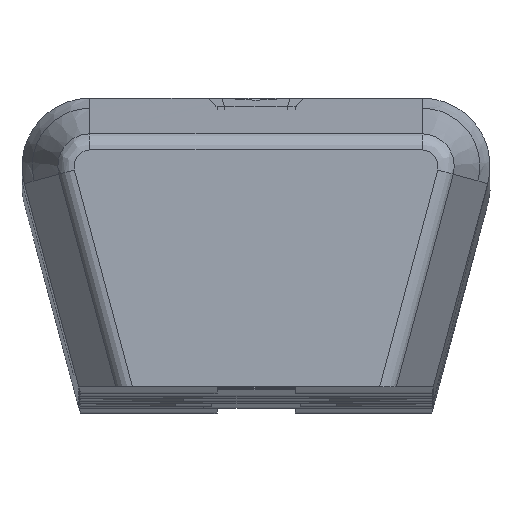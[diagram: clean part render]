
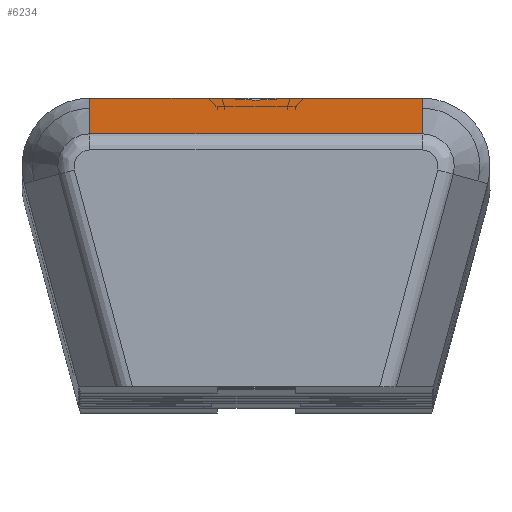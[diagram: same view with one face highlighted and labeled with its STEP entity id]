
A CAD part, top view. The second image highlights one B-rep face of the part: STEP entity #6234.
In plain terms, the highlighted face is planar.
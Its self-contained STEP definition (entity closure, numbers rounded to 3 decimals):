
#68 = CARTESIAN_POINT ( 'NONE',  ( -0.854, 341.499, 0. ) ) ;
#193 = CARTESIAN_POINT ( 'NONE',  ( -0.725, 341.55, 0.017 ) ) ;
#775 = B_SPLINE_CURVE_WITH_KNOTS ( 'NONE', 3,
 ( #6304, #24033, #8266, #16306, #12287, #21939, #14109, #193, #12413, #68 ),
 .UNSPECIFIED., .F., .F.,
 ( 4, 2, 2, 2, 4 ),
 ( 0., 0.5, 0.75, 0.875, 1. ),
 .UNSPECIFIED. ) ;
#922 = CARTESIAN_POINT ( 'NONE',  ( -3.547, 341.499, 0. ) ) ;
#1378 = B_SPLINE_CURVE_WITH_KNOTS ( 'NONE', 3,
 ( #17047, #922, #25027, #7180 ),
 .UNSPECIFIED., .F., .F.,
 ( 4, 4 ),
 ( 0., 1. ),
 .UNSPECIFIED. ) ;
#1472 = CARTESIAN_POINT ( 'NONE',  ( 4.894, 344.658, 1.054 ) ) ;
#1663 = EDGE_CURVE ( 'NONE', #13293, #3968, #7595, .T. ) ;
#2391 = ORIENTED_EDGE ( 'NONE', *, *, #6139, .T. ) ;
#2404 = VECTOR ( 'NONE', #24167, 1000. ) ;
#2830 = VERTEX_POINT ( 'NONE', #7335 ) ;
#2968 = CARTESIAN_POINT ( 'NONE',  ( 4.894, 343.905, 0.804 ) ) ;
#3176 = CARTESIAN_POINT ( 'NONE',  ( 4.894, 341.575, 0.025 ) ) ;
#3332 = ORIENTED_EDGE ( 'NONE', *, *, #13186, .F. ) ;
#3968 = VERTEX_POINT ( 'NONE', #1472 ) ;
#4079 = CARTESIAN_POINT ( 'NONE',  ( -0.854, 341.499, 0. ) ) ;
#4178 = CARTESIAN_POINT ( 'NONE',  ( 4.894, 342.4, 0.3 ) ) ;
#4215 = CARTESIAN_POINT ( 'NONE',  ( -4.894, 341.95, 0.15 ) ) ;
#4350 = LINE ( 'NONE', #4215, #23506 ) ;
#4778 = CARTESIAN_POINT ( 'NONE',  ( 4.894, 342.4, 0.3 ) ) ;
#5112 = CARTESIAN_POINT ( 'NONE',  ( 4.894, 341.5, 0. ) ) ;
#5162 = CARTESIAN_POINT ( 'NONE',  ( 4.894, 343.153, 0.552 ) ) ;
#5171 = VECTOR ( 'NONE', #9892, 1000. ) ;
#5382 = FACE_OUTER_BOUND ( 'NONE', #7471, .T. ) ;
#5404 = VERTEX_POINT ( 'NONE', #7026 ) ;
#5880 = CARTESIAN_POINT ( 'NONE',  ( 4.894, 342.124, 0.208 ) ) ;
#6139 = EDGE_CURVE ( 'NONE', #24234, #2830, #4350, .T. ) ;
#6234 = ADVANCED_FACE ( 'NONE', ( #5382 ), #7212, .T. ) ;
#6304 = CARTESIAN_POINT ( 'NONE',  ( 0.852, 341.5, 0. ) ) ;
#6731 = CARTESIAN_POINT ( 'NONE',  ( 4.894, 344.658, 1.054 ) ) ;
#7026 = CARTESIAN_POINT ( 'NONE',  ( 0.852, 341.5, 0. ) ) ;
#7180 = CARTESIAN_POINT ( 'NONE',  ( -0.854, 341.499, 0. ) ) ;
#7212 = PLANE ( 'NONE',  #20586 ) ;
#7335 = CARTESIAN_POINT ( 'NONE',  ( -4.894, 342.4, 0.3 ) ) ;
#7471 = EDGE_LOOP ( 'NONE', ( #22503, #23170, #8285, #2391, #13002, #8807, #11936, #3332 ) ) ;
#7595 = B_SPLINE_CURVE_WITH_KNOTS ( 'NONE', 3,
 ( #4778, #5162, #2968, #6731 ),
 .UNSPECIFIED., .F., .F.,
 ( 4, 4 ),
 ( 0., 1. ),
 .UNSPECIFIED. ) ;
#7765 = CARTESIAN_POINT ( 'NONE',  ( -4.894, 344.658, 1.054 ) ) ;
#8266 = CARTESIAN_POINT ( 'NONE',  ( 0.294, 341.669, 0.056 ) ) ;
#8285 = ORIENTED_EDGE ( 'NONE', *, *, #18239, .F. ) ;
#8471 = CARTESIAN_POINT ( 'NONE',  ( -4.894, 343.153, 0.551 ) ) ;
#8807 = ORIENTED_EDGE ( 'NONE', *, *, #12931, .T. ) ;
#9419 = CARTESIAN_POINT ( 'NONE',  ( -4.894, 341.5, 0. ) ) ;
#9892 = DIRECTION ( 'NONE',  ( 1., 0., 0. ) ) ;
#10798 = EDGE_CURVE ( 'NONE', #2830, #17736, #20685, .T. ) ;
#11089 = CARTESIAN_POINT ( 'NONE',  ( 4.894, 341.688, 0.063 ) ) ;
#11216 = CARTESIAN_POINT ( 'NONE',  ( 4.894, 341.884, 0.128 ) ) ;
#11357 = CARTESIAN_POINT ( 'NONE',  ( 0., 341.95, 0.15 ) ) ;
#11936 = ORIENTED_EDGE ( 'NONE', *, *, #1663, .F. ) ;
#12044 = CARTESIAN_POINT ( 'NONE',  ( -4.894, 344.659, 1.053 ) ) ;
#12105 = CARTESIAN_POINT ( 'NONE',  ( -4.894, 342.4, 0.3 ) ) ;
#12287 = CARTESIAN_POINT ( 'NONE',  ( -0.295, 341.654, 0.051 ) ) ;
#12413 = CARTESIAN_POINT ( 'NONE',  ( -0.791, 341.526, 0.009 ) ) ;
#12440 = VERTEX_POINT ( 'NONE', #4079 ) ;
#12931 = EDGE_CURVE ( 'NONE', #17736, #3968, #18394, .T. ) ;
#13002 = ORIENTED_EDGE ( 'NONE', *, *, #10798, .T. ) ;
#13186 = EDGE_CURVE ( 'NONE', #14866, #13293, #16516, .T. ) ;
#13293 = VERTEX_POINT ( 'NONE', #4178 ) ;
#13678 = CARTESIAN_POINT ( 'NONE',  ( 4.894, 341.939, 0.146 ) ) ;
#13784 = CARTESIAN_POINT ( 'NONE',  ( 5.6, 341.5, 0. ) ) ;
#14109 = CARTESIAN_POINT ( 'NONE',  ( -0.588, 341.592, 0.031 ) ) ;
#14866 = VERTEX_POINT ( 'NONE', #17760 ) ;
#16306 = CARTESIAN_POINT ( 'NONE',  ( -0.147, 341.669, 0.056 ) ) ;
#16389 = CARTESIAN_POINT ( 'NONE',  ( -4.894, 343.906, 0.802 ) ) ;
#16516 = B_SPLINE_CURVE_WITH_KNOTS ( 'NONE', 3,
 ( #5112, #3176, #11089, #19024, #11216, #19153, #19914, #13678, #5880, #17954, #25680 ),
 .UNSPECIFIED., .F., .F.,
 ( 4, 1, 1, 1, 2, 2, 4 ),
 ( 0., 0.25, 0.375, 0.437, 0.469, 0.5, 1. ),
 .UNSPECIFIED. ) ;
#17047 = CARTESIAN_POINT ( 'NONE',  ( -4.894, 341.5, 0. ) ) ;
#17736 = VERTEX_POINT ( 'NONE', #7765 ) ;
#17760 = CARTESIAN_POINT ( 'NONE',  ( 4.894, 341.5, 0. ) ) ;
#17835 = CARTESIAN_POINT ( 'NONE',  ( -4.894, 344.658, 1.054 ) ) ;
#17858 = EDGE_CURVE ( 'NONE', #5404, #12440, #775, .T. ) ;
#17954 = CARTESIAN_POINT ( 'NONE',  ( 4.894, 342.274, 0.258 ) ) ;
#18239 = EDGE_CURVE ( 'NONE', #24234, #12440, #1378, .T. ) ;
#18394 = LINE ( 'NONE', #12044, #2404 ) ;
#18402 = EDGE_CURVE ( 'NONE', #5404, #14866, #23184, .T. ) ;
#18910 = DIRECTION ( 'NONE',  ( 0., 0.949, 0.316 ) ) ;
#19024 = CARTESIAN_POINT ( 'NONE',  ( 4.894, 341.819, 0.106 ) ) ;
#19153 = CARTESIAN_POINT ( 'NONE',  ( 4.894, 341.912, 0.137 ) ) ;
#19295 = DIRECTION ( 'NONE',  ( 0., 0.316, -0.949 ) ) ;
#19914 = CARTESIAN_POINT ( 'NONE',  ( 4.894, 341.931, 0.144 ) ) ;
#20586 = AXIS2_PLACEMENT_3D ( 'NONE', #11357, #19295, #18910 ) ;
#20685 = B_SPLINE_CURVE_WITH_KNOTS ( 'NONE', 3,
 ( #12105, #8471, #16389, #17835 ),
 .UNSPECIFIED., .F., .F.,
 ( 4, 4 ),
 ( 0., 1. ),
 .UNSPECIFIED. ) ;
#21939 = CARTESIAN_POINT ( 'NONE',  ( -0.514, 341.61, 0.037 ) ) ;
#22503 = ORIENTED_EDGE ( 'NONE', *, *, #18402, .F. ) ;
#23170 = ORIENTED_EDGE ( 'NONE', *, *, #17858, .T. ) ;
#23184 = LINE ( 'NONE', #13784, #5171 ) ;
#23506 = VECTOR ( 'NONE', #24414, 1000. ) ;
#24033 = CARTESIAN_POINT ( 'NONE',  ( 0.578, 341.612, 0.037 ) ) ;
#24167 = DIRECTION ( 'NONE',  ( 1., 0., 0. ) ) ;
#24234 = VERTEX_POINT ( 'NONE', #9419 ) ;
#24414 = DIRECTION ( 'NONE',  ( 0., 0.949, 0.316 ) ) ;
#25027 = CARTESIAN_POINT ( 'NONE',  ( -2.2, 341.499, 0. ) ) ;
#25680 = CARTESIAN_POINT ( 'NONE',  ( 4.894, 342.4, 0.3 ) ) ;
